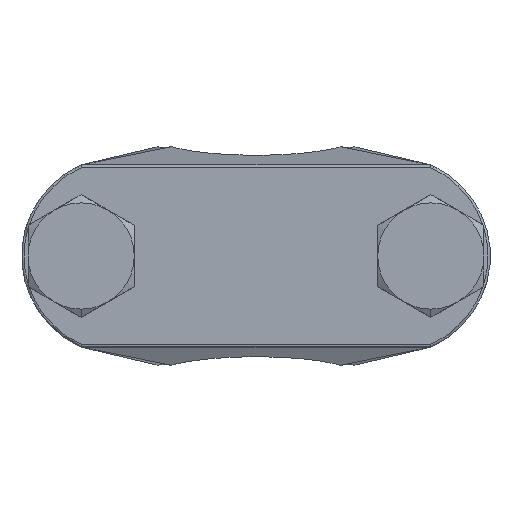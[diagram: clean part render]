
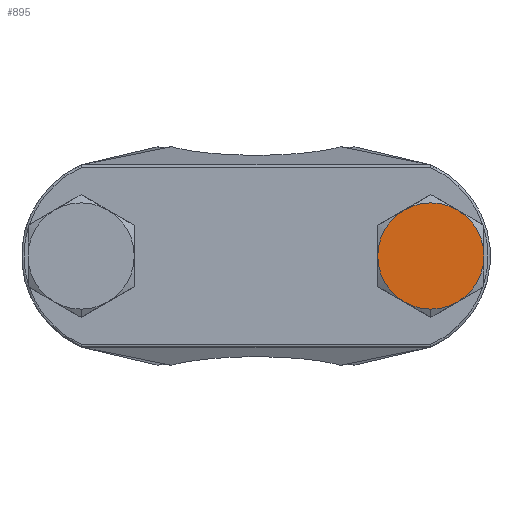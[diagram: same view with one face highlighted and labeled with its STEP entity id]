
A CAD part, front view. The second image highlights one B-rep face of the part: STEP entity #895.
In plain terms, the highlighted planar face has unit normal (0, -1, 0).
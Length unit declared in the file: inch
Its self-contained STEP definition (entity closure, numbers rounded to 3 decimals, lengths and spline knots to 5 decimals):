
#41 = VERTEX_POINT ( 'NONE', #1881 ) ;
#51 = VERTEX_POINT ( 'NONE', #657 ) ;
#72 = AXIS2_PLACEMENT_3D ( 'NONE', #1095, #315, #2101 ) ;
#85 = AXIS2_PLACEMENT_3D ( 'NONE', #2287, #2297, #2004 ) ;
#105 = DIRECTION ( 'NONE',  ( 0., 0., -1. ) ) ;
#157 = ORIENTED_EDGE ( 'NONE', *, *, #1785, .T. ) ;
#297 = CARTESIAN_POINT ( 'NONE',  ( 0.72, -0.2763, 0. ) ) ;
#315 = DIRECTION ( 'NONE',  ( 0., -1., 0. ) ) ;
#467 = AXIS2_PLACEMENT_3D ( 'NONE', #1314, #2357, #827 ) ;
#526 = CARTESIAN_POINT ( 'NONE',  ( 0.50125, -0.2763, 0. ) ) ;
#554 = VERTEX_POINT ( 'NONE', #863 ) ;
#574 = EDGE_CURVE ( 'NONE', #3001, #41, #2756, .T. ) ;
#657 = CARTESIAN_POINT ( 'NONE',  ( 0.82938, -0.2763, -0.18944 ) ) ;
#745 = CARTESIAN_POINT ( 'NONE',  ( 0.72, -0.2763, -0.21875 ) ) ;
#749 = DIRECTION ( 'NONE',  ( 0., 0., -1. ) ) ;
#827 = DIRECTION ( 'NONE',  ( 0., 0., -1. ) ) ;
#863 = CARTESIAN_POINT ( 'NONE',  ( 0.61062, -0.2763, -0.18944 ) ) ;
#895 = ADVANCED_FACE ( 'NONE', ( #1120 ), #1683, .T. ) ;
#899 = DIRECTION ( 'NONE',  ( 0., -1., 0. ) ) ;
#948 = CIRCLE ( 'NONE', #1178, 0.21875 ) ;
#967 = CARTESIAN_POINT ( 'NONE',  ( 0.61062, -0.2763, 0.18944 ) ) ;
#994 = CIRCLE ( 'NONE', #467, 0.21875 ) ;
#998 = CARTESIAN_POINT ( 'NONE',  ( 0.72, -0.2763, 0. ) ) ;
#1013 = ORIENTED_EDGE ( 'NONE', *, *, #2812, .T. ) ;
#1065 = CIRCLE ( 'NONE', #1447, 0.21875 ) ;
#1091 = AXIS2_PLACEMENT_3D ( 'NONE', #998, #3038, #1776 ) ;
#1095 = CARTESIAN_POINT ( 'NONE',  ( 0.72, -0.2763, 0. ) ) ;
#1120 = FACE_OUTER_BOUND ( 'NONE', #1550, .T. ) ;
#1172 = CIRCLE ( 'NONE', #1281, 0.21875 ) ;
#1178 = AXIS2_PLACEMENT_3D ( 'NONE', #3290, #2262, #749 ) ;
#1259 = EDGE_CURVE ( 'NONE', #2410, #1320, #948, .T. ) ;
#1281 = AXIS2_PLACEMENT_3D ( 'NONE', #297, #2855, #1305 ) ;
#1305 = DIRECTION ( 'NONE',  ( 0., 0., -1. ) ) ;
#1314 = CARTESIAN_POINT ( 'NONE',  ( 0.72, -0.2763, 0. ) ) ;
#1320 = VERTEX_POINT ( 'NONE', #526 ) ;
#1371 = CIRCLE ( 'NONE', #1091, 0.21875 ) ;
#1385 = CARTESIAN_POINT ( 'NONE',  ( 0.72, -0.2763, 0. ) ) ;
#1447 = AXIS2_PLACEMENT_3D ( 'NONE', #1385, #1626, #105 ) ;
#1550 = EDGE_LOOP ( 'NONE', ( #157, #2088, #1828, #2948, #2825, #2368, #1013 ) ) ;
#1626 = DIRECTION ( 'NONE',  ( 0., -1., 0. ) ) ;
#1683 = PLANE ( 'NONE',  #1738 ) ;
#1738 = AXIS2_PLACEMENT_3D ( 'NONE', #2418, #899, #2444 ) ;
#1776 = DIRECTION ( 'NONE',  ( 0., 0., -1. ) ) ;
#1785 = EDGE_CURVE ( 'NONE', #554, #2903, #994, .T. ) ;
#1828 = ORIENTED_EDGE ( 'NONE', *, *, #3058, .T. ) ;
#1881 = CARTESIAN_POINT ( 'NONE',  ( 0.82938, -0.2763, 0.18944 ) ) ;
#2004 = DIRECTION ( 'NONE',  ( 0., 0., -1. ) ) ;
#2005 = EDGE_CURVE ( 'NONE', #2903, #51, #1371, .T. ) ;
#2088 = ORIENTED_EDGE ( 'NONE', *, *, #2005, .T. ) ;
#2101 = DIRECTION ( 'NONE',  ( 0., 0., -1. ) ) ;
#2262 = DIRECTION ( 'NONE',  ( 0., -1., 0. ) ) ;
#2287 = CARTESIAN_POINT ( 'NONE',  ( 0.72, -0.2763, 0. ) ) ;
#2297 = DIRECTION ( 'NONE',  ( 0., -1., 0. ) ) ;
#2357 = DIRECTION ( 'NONE',  ( 0., -1., 0. ) ) ;
#2368 = ORIENTED_EDGE ( 'NONE', *, *, #1259, .T. ) ;
#2410 = VERTEX_POINT ( 'NONE', #967 ) ;
#2418 = CARTESIAN_POINT ( 'NONE',  ( 0., -0.2763, 0. ) ) ;
#2441 = CIRCLE ( 'NONE', #85, 0.21875 ) ;
#2444 = DIRECTION ( 'NONE',  ( 0., 0., -1. ) ) ;
#2674 = CARTESIAN_POINT ( 'NONE',  ( 0.93875, -0.2763, 0. ) ) ;
#2756 = CIRCLE ( 'NONE', #72, 0.21875 ) ;
#2812 = EDGE_CURVE ( 'NONE', #1320, #554, #2441, .T. ) ;
#2825 = ORIENTED_EDGE ( 'NONE', *, *, #2965, .T. ) ;
#2855 = DIRECTION ( 'NONE',  ( 0., -1., 0. ) ) ;
#2903 = VERTEX_POINT ( 'NONE', #745 ) ;
#2948 = ORIENTED_EDGE ( 'NONE', *, *, #574, .T. ) ;
#2965 = EDGE_CURVE ( 'NONE', #41, #2410, #1172, .T. ) ;
#3001 = VERTEX_POINT ( 'NONE', #2674 ) ;
#3038 = DIRECTION ( 'NONE',  ( 0., -1., 0. ) ) ;
#3058 = EDGE_CURVE ( 'NONE', #51, #3001, #1065, .T. ) ;
#3290 = CARTESIAN_POINT ( 'NONE',  ( 0.72, -0.2763, 0. ) ) ;
